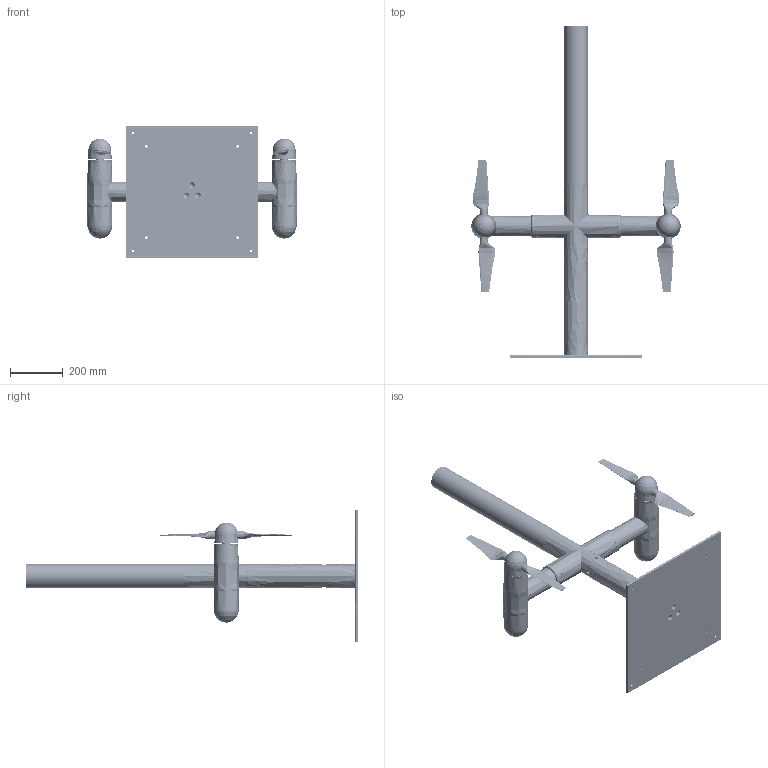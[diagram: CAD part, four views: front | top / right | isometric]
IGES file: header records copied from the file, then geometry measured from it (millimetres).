
Start section: SolidWorks IGES file using analytic representation for surfaces
Global section: file name: RM1-Complete.IGS; native system: SolidWorks 2018; preprocessor: SolidWorks 2018; author: ljepsen; date: 180713.134011; units: millimetre
Bounding box: 795 x 1260 x 500 mm (x, y, z)
Surface area: 2719451 mm2 (no closed solid volume)
Topology: 0 solids, 0 shells, 11285 faces, 176045 edges, 175829 vertices
Faces by surface type: revolution 9245, bspline 2040
